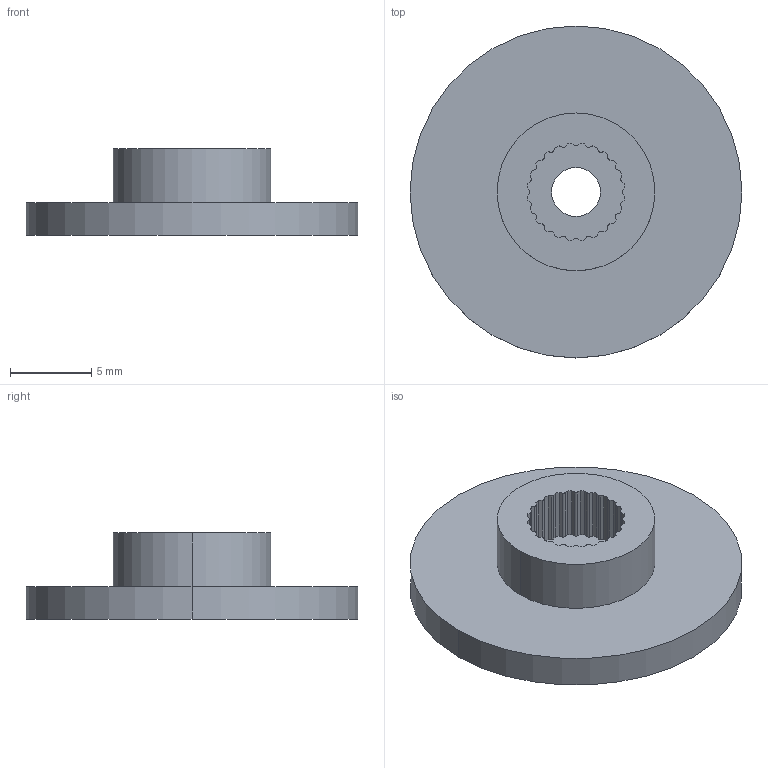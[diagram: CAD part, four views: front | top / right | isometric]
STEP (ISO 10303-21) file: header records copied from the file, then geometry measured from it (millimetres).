
FILE_DESCRIPTION (( 'STEP AP214' ), '1' );
FILE_NAME ('ServoHeadCircle.STEP', '2025-09-26T07:09:05', ( 'Windows User' ), ( '' ), 'SwSTEP 2.0', 'SolidWorks 2023', '' );
FILE_SCHEMA (( 'AUTOMOTIVE_DESIGN' ));
Length unit declared in the file: millimetre
Products named in the file (1): ServoHeadCircle
Bounding box: 20.4 x 20.4 x 5.3 mm (x, y, z)
Volume: 794.1 mm3; surface area: 956.7 mm2
Topology: 1 solids, 1 shells, 111 faces, 321 edges, 214 vertices
Faces by surface type: cylinder 59, plane 52
Entity records: 3720 total; most frequent: DIRECTION 663, CARTESIAN_POINT 647, ORIENTED_EDGE 642, EDGE_CURVE 321, AXIS2_PLACEMENT_3D 230, VERTEX_POINT 214, VECTOR 203, LINE 203
